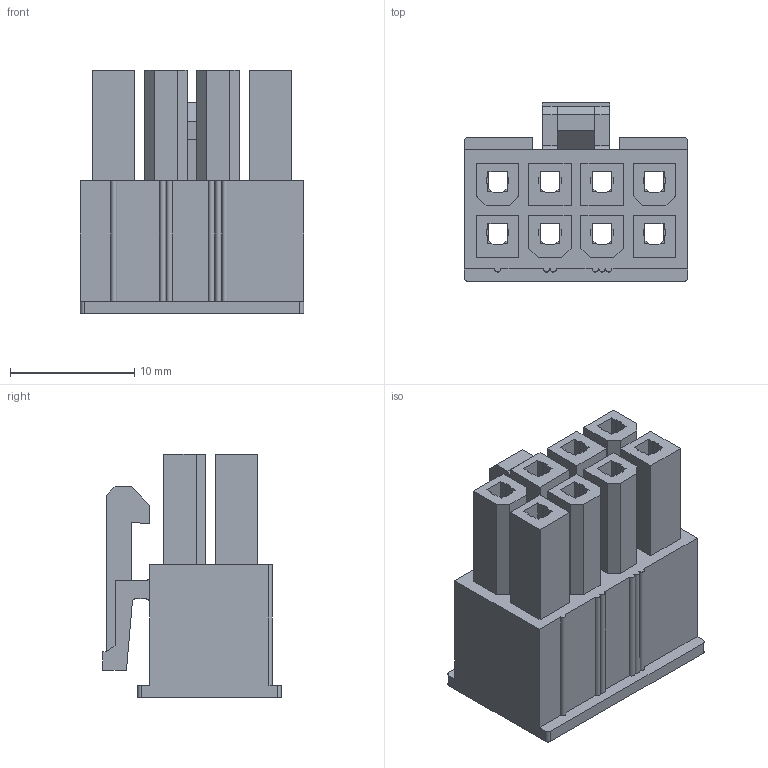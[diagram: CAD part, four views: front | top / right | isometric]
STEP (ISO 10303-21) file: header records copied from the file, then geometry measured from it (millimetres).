
FILE_DESCRIPTION((''),'2;1');
FILE_NAME('039012080','2015-05-15T',('me'),(''),'PRO/ENGINEER BY PARAMETRIC TECHNOLOGY CORPORATION, 2011490','PRO/ENGINEER BY PARAMETRIC TECHNOLOGY CORPORATION, 2011490','');
FILE_SCHEMA(('CONFIG_CONTROL_DESIGN'));
Length unit declared in the file: millimetre
Products named in the file (1): 039012080
Bounding box: 18 x 14.4 x 19.6 mm (x, y, z)
Volume: 2361.3 mm3; surface area: 3144.8 mm2
Topology: 1 solids, 1 shells, 349 faces, 965 edges, 626 vertices
Faces by surface type: plane 333, cylinder 16
Entity records: 10933 total; most frequent: CARTESIAN_POINT 1941, ORIENTED_EDGE 1930, DIRECTION 1697, EDGE_CURVE 965, VECTOR 933, LINE 933, VERTEX_POINT 626, AXIS2_PLACEMENT_3D 382
